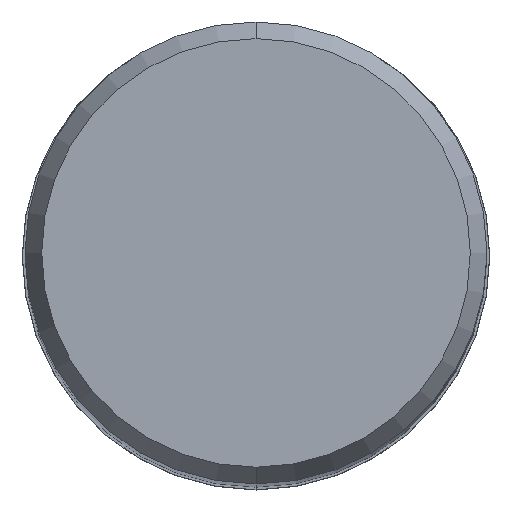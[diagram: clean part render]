
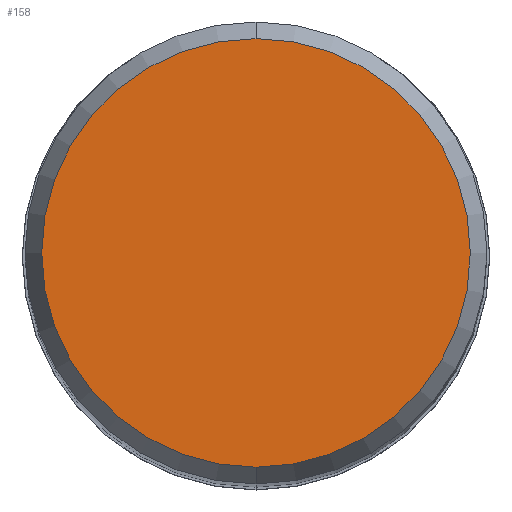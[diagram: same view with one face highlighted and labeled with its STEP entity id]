
A CAD part, top view. The second image highlights one B-rep face of the part: STEP entity #158.
In plain terms, the highlighted planar face has unit normal (0, 0, 1).
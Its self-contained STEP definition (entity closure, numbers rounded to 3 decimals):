
#94=VERTEX_POINT('',#210);
#102=EDGE_CURVE('',#94,#150,#219,.T.);
#148=EDGE_CURVE('',#150,#94,#272,.T.);
#150=VERTEX_POINT('',#274);
#158=ADVANCED_FACE('',(#282),#283,.T.);
#210=CARTESIAN_POINT('',(0.0,5.892,0.01));
#219=CIRCLE('',#342,5.892);
#272=CIRCLE('',#407,5.892);
#274=CARTESIAN_POINT('',(0.,-5.892,0.01));
#282=FACE_OUTER_BOUND('',#419,.T.);
#283=PLANE('',#420);
#342=AXIS2_PLACEMENT_3D('',#471,#472,#473);
#407=AXIS2_PLACEMENT_3D('',#549,#550,#551);
#419=EDGE_LOOP('',(#559,#560));
#420=AXIS2_PLACEMENT_3D('',#561,#562,#563);
#471=CARTESIAN_POINT('',(0.0,0.0,0.01));
#472=DIRECTION('',(0.0,0.0,-1.0));
#473=DIRECTION('',(0.0,1.0,0.0));
#549=CARTESIAN_POINT('',(0.0,0.0,0.01));
#550=DIRECTION('',(0.0,0.0,-1.0));
#551=DIRECTION('',(0.0,1.0,0.0));
#559=ORIENTED_EDGE('',*,*,#102,.F.);
#560=ORIENTED_EDGE('',*,*,#148,.F.);
#561=CARTESIAN_POINT('',(0.0,2.946,0.01));
#562=DIRECTION('',(-0.0,0.0,1.0));
#563=DIRECTION('',(0.0,-1.0,0.0));
